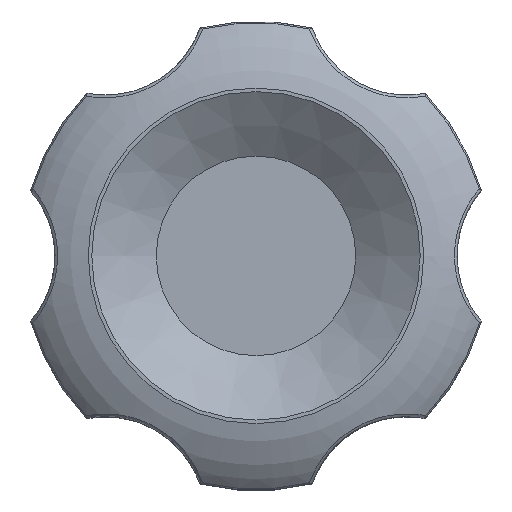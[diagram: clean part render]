
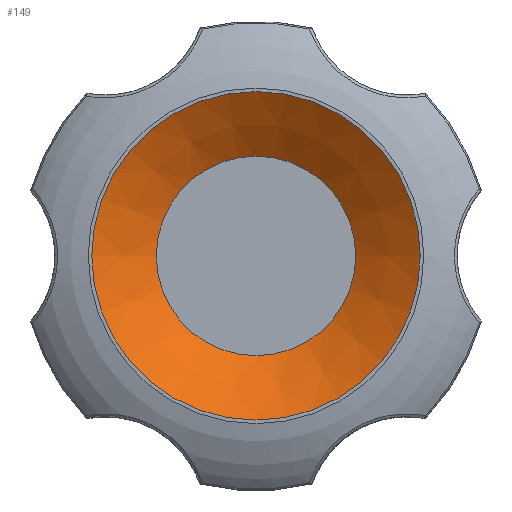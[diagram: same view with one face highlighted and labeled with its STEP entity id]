
A CAD part, top view. The second image highlights one B-rep face of the part: STEP entity #149.
In plain terms, the highlighted conical face has half-angle 55.359 degrees and reference radius 7 mm.
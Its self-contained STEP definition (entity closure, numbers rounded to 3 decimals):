
#149 = ADVANCED_FACE( '', ( #316, #317 ), #318, .F. );
#316 = FACE_BOUND( '', #2526, .T. );
#317 = FACE_OUTER_BOUND( '', #2527, .T. );
#318 = CONICAL_SURFACE( '', #2528, 7., 0.966 );
#2526 = EDGE_LOOP( '', ( #3275 ) );
#2527 = EDGE_LOOP( '', ( #3276 ) );
#2528 = AXIS2_PLACEMENT_3D( '', #3277, #3278, #3279 );
#3275 = ORIENTED_EDGE( '', *, *, #3531, .F. );
#3276 = ORIENTED_EDGE( '', *, *, #3556, .T. );
#3277 = CARTESIAN_POINT( '', ( 0., 0., 20. ) );
#3278 = DIRECTION( '', ( 0., 0., 1. ) );
#3279 = DIRECTION( '', ( 1., 0., 0. ) );
#3531 = EDGE_CURVE( '', #3784, #3784, #3785, .T. );
#3556 = EDGE_CURVE( '', #3817, #3817, #3818, .T. );
#3784 = VERTEX_POINT( '', #5829 );
#3785 = CIRCLE( '', #5830, 4.25 );
#3817 = VERTEX_POINT( '', #6063 );
#3818 = CIRCLE( '', #6064, 7. );
#5829 = CARTESIAN_POINT( '', ( 4.25, 0., 18.1 ) );
#5830 = AXIS2_PLACEMENT_3D( '', #6255, #6256, #6257 );
#6063 = CARTESIAN_POINT( '', ( 7., 0., 20. ) );
#6064 = AXIS2_PLACEMENT_3D( '', #6268, #6269, #6270 );
#6255 = CARTESIAN_POINT( '', ( 0., 0., 18.1 ) );
#6256 = DIRECTION( '', ( 0., 0., 1. ) );
#6257 = DIRECTION( '', ( 1., 0., 0. ) );
#6268 = CARTESIAN_POINT( '', ( 0., 0., 20. ) );
#6269 = DIRECTION( '', ( 0., 0., 1. ) );
#6270 = DIRECTION( '', ( 1., 0., 0. ) );
